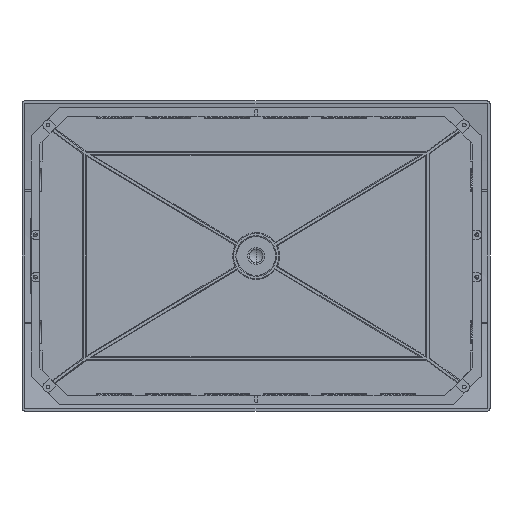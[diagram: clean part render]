
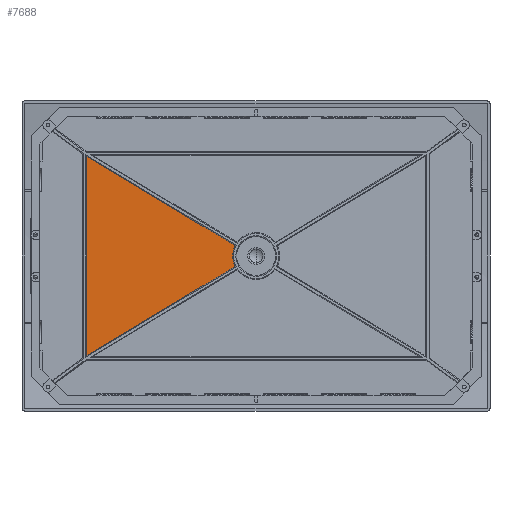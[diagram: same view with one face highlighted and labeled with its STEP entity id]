
A CAD part, front view. The second image highlights one B-rep face of the part: STEP entity #7688.
In plain terms, the highlighted planar face has unit normal (0, -1, 0).
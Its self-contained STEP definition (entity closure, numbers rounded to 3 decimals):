
#3068 = AXIS2_PLACEMENT_3D ( 'NONE', #42585, #49330, #31836 ) ;
#6325 = CARTESIAN_POINT ( 'NONE',  ( -121.5, 0., 71.481 ) ) ;
#7688 = ADVANCED_FACE ( 'NONE', ( #47004 ), #72105, .F. ) ;
#8356 = ORIENTED_EDGE ( 'NONE', *, *, #61799, .T. ) ;
#12320 = DIRECTION ( 'NONE',  ( 0., -1., 0. ) ) ;
#12602 = ORIENTED_EDGE ( 'NONE', *, *, #18136, .T. ) ;
#13848 = DIRECTION ( 'NONE',  ( 0., 0., -1. ) ) ;
#14699 = VERTEX_POINT ( 'NONE', #6325 ) ;
#18136 = EDGE_CURVE ( 'NONE', #14699, #40686, #26846, .T. ) ;
#18867 = ORIENTED_EDGE ( 'NONE', *, *, #61361, .F. ) ;
#19906 = AXIS2_PLACEMENT_3D ( 'NONE', #46557, #12320, #34553 ) ;
#20396 = VERTEX_POINT ( 'NONE', #21756 ) ;
#21756 = CARTESIAN_POINT ( 'NONE',  ( -15.023, 0., -7.407 ) ) ;
#23176 = VECTOR ( 'NONE', #58139, 1000. ) ;
#24975 = LINE ( 'NONE', #52330, #23176 ) ;
#26846 = LINE ( 'NONE', #42397, #37579 ) ;
#27374 = ORIENTED_EDGE ( 'NONE', *, *, #56744, .F. ) ;
#30546 = EDGE_LOOP ( 'NONE', ( #27374, #8356, #12602, #18867 ) ) ;
#31836 = DIRECTION ( 'NONE',  ( 0., 0., 1. ) ) ;
#32010 = VECTOR ( 'NONE', #63064, 1000. ) ;
#34553 = DIRECTION ( 'NONE',  ( 0., 0., -1. ) ) ;
#35393 = CIRCLE ( 'NONE', #19906, 16.75 ) ;
#37579 = VECTOR ( 'NONE', #13848, 1000. ) ;
#40686 = VERTEX_POINT ( 'NONE', #53292 ) ;
#42397 = CARTESIAN_POINT ( 'NONE',  ( -121.5, 0., 0. ) ) ;
#42585 = CARTESIAN_POINT ( 'NONE',  ( -235., 0., 0. ) ) ;
#43875 = VERTEX_POINT ( 'NONE', #57166 ) ;
#46557 = CARTESIAN_POINT ( 'NONE',  ( 0., 0., 0. ) ) ;
#47004 = FACE_OUTER_BOUND ( 'NONE', #30546, .T. ) ;
#49330 = DIRECTION ( 'NONE',  ( 0., 1., 0. ) ) ;
#52330 = CARTESIAN_POINT ( 'NONE',  ( -0.722, 0., 1.2 ) ) ;
#53292 = CARTESIAN_POINT ( 'NONE',  ( -121.5, 0., -71.481 ) ) ;
#56744 = EDGE_CURVE ( 'NONE', #43875, #20396, #35393, .T. ) ;
#57166 = CARTESIAN_POINT ( 'NONE',  ( -15.023, 0., 7.407 ) ) ;
#57539 = CARTESIAN_POINT ( 'NONE',  ( -0.722, 0., -1.2 ) ) ;
#58139 = DIRECTION ( 'NONE',  ( -0.857, 0., -0.516 ) ) ;
#61361 = EDGE_CURVE ( 'NONE', #20396, #40686, #24975, .T. ) ;
#61799 = EDGE_CURVE ( 'NONE', #43875, #14699, #66048, .T. ) ;
#63064 = DIRECTION ( 'NONE',  ( -0.857, 0., 0.516 ) ) ;
#66048 = LINE ( 'NONE', #57539, #32010 ) ;
#72105 = PLANE ( 'NONE',  #3068 ) ;
